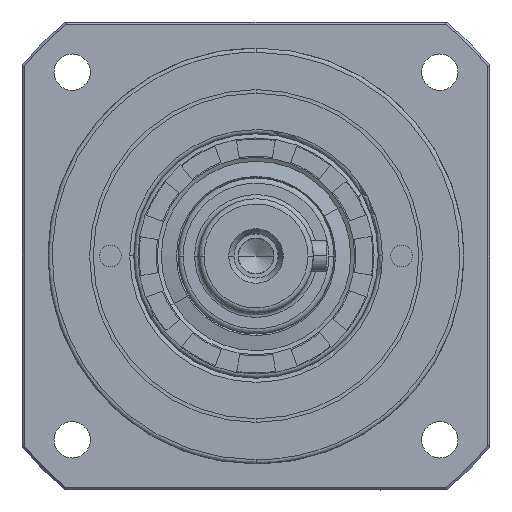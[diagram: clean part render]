
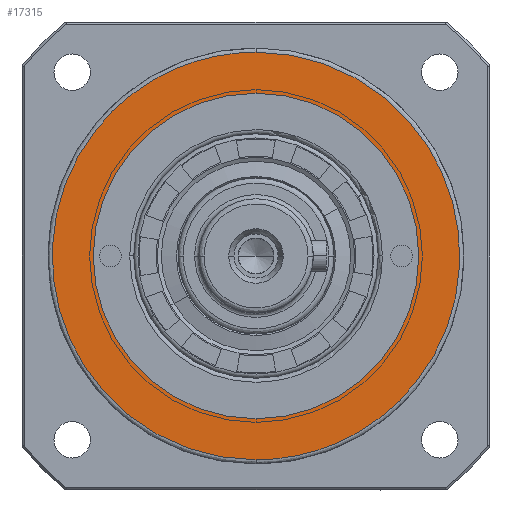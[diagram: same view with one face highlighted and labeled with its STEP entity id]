
A CAD part, left-side view. The second image highlights one B-rep face of the part: STEP entity #17315.
In plain terms, the highlighted planar face has unit normal (-1, 0, 0).
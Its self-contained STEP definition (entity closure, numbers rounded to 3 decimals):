
#1552 = AXIS2_PLACEMENT_3D ( 'NONE', #19386, #19252, #19207 ) ;
#1691 = EDGE_CURVE ( 'NONE', #23175, #30509, #29633, .T. ) ;
#2701 = CARTESIAN_POINT ( 'NONE',  ( -615.585, -5425.281, 39.2 ) ) ;
#2823 = CARTESIAN_POINT ( 'NONE',  ( -615.585, -5425.281, -39.2 ) ) ;
#3230 = CARTESIAN_POINT ( 'NONE',  ( -615.585, -5503.681, 39.2 ) ) ;
#3929 = EDGE_CURVE ( 'NONE', #30509, #23175, #32172, .T. ) ;
#4092 = EDGE_CURVE ( 'NONE', #11764, #22445, #18562, .T. ) ;
#4177 = ORIENTED_EDGE ( 'NONE', *, *, #4092, .F. ) ;
#5016 = DIRECTION ( 'NONE',  ( 0., 0., 1. ) ) ;
#5053 = DIRECTION ( 'NONE',  ( -1., 0., 0. ) ) ;
#5104 = CARTESIAN_POINT ( 'NONE',  ( -615.585, -5503.681, 0. ) ) ;
#9183 = CARTESIAN_POINT ( 'NONE',  ( -615.585, -5503.681, -39.2 ) ) ;
#9397 = CARTESIAN_POINT ( 'NONE',  ( -615.585, -5503.681, -39.2 ) ) ;
#10672 = EDGE_LOOP ( 'NONE', ( #18007, #33177 ) ) ;
#11176 = AXIS2_PLACEMENT_3D ( 'NONE', #28394, #32621, #30967 ) ;
#11463 = AXIS2_PLACEMENT_3D ( 'NONE', #5104, #5053, #5016 ) ;
#11764 = VERTEX_POINT ( 'NONE', #27094 ) ;
#16295 = CARTESIAN_POINT ( 'NONE',  ( -615.585, -5503.681, 39.2 ) ) ;
#17315 = ADVANCED_FACE ( 'NONE', ( #31288, #30504 ), #19301, .F. ) ;
#17400 = CARTESIAN_POINT ( 'NONE',  ( -615.585, -5503.681, 31.3 ) ) ;
#17940 = ORIENTED_EDGE ( 'NONE', *, *, #38133, .F. ) ;
#18007 = ORIENTED_EDGE ( 'NONE', *, *, #3929, .F. ) ;
#18562 =( BOUNDED_CURVE ( )  B_SPLINE_CURVE ( 3, ( #9183, #2823, #2701, #16295 ),
 .UNSPECIFIED., .F., .T. ) 
 B_SPLINE_CURVE_WITH_KNOTS ( ( 4, 4 ),
 ( 0., 1. ),
 .UNSPECIFIED. ) 
 CURVE ( )  GEOMETRIC_REPRESENTATION_ITEM ( )  RATIONAL_B_SPLINE_CURVE ( ( 1., 0.333, 0.333, 1. ) ) 
 REPRESENTATION_ITEM ( '' )  );
#19047 =( BOUNDED_CURVE ( )  B_SPLINE_CURVE ( 3, ( #3230, #22015, #28111, #9397 ),
 .UNSPECIFIED., .F., .T. ) 
 B_SPLINE_CURVE_WITH_KNOTS ( ( 4, 4 ),
 ( 0., 1. ),
 .UNSPECIFIED. ) 
 CURVE ( )  GEOMETRIC_REPRESENTATION_ITEM ( )  RATIONAL_B_SPLINE_CURVE ( ( 1., 0.333, 0.333, 1. ) ) 
 REPRESENTATION_ITEM ( '' )  );
#19207 = DIRECTION ( 'NONE',  ( 0., 0., -1. ) ) ;
#19252 = DIRECTION ( 'NONE',  ( 1., 0., 0. ) ) ;
#19301 = PLANE ( 'NONE',  #1552 ) ;
#19386 = CARTESIAN_POINT ( 'NONE',  ( -615.585, 0., 0. ) ) ;
#20912 = EDGE_LOOP ( 'NONE', ( #17940, #4177 ) ) ;
#22015 = CARTESIAN_POINT ( 'NONE',  ( -615.585, -5582.08, 39.2 ) ) ;
#22445 = VERTEX_POINT ( 'NONE', #26648 ) ;
#23175 = VERTEX_POINT ( 'NONE', #31164 ) ;
#26648 = CARTESIAN_POINT ( 'NONE',  ( -615.585, -5503.681, 39.2 ) ) ;
#27094 = CARTESIAN_POINT ( 'NONE',  ( -615.585, -5503.681, -39.2 ) ) ;
#28111 = CARTESIAN_POINT ( 'NONE',  ( -615.585, -5582.08, -39.2 ) ) ;
#28394 = CARTESIAN_POINT ( 'NONE',  ( -615.585, -5503.681, 0. ) ) ;
#29633 = CIRCLE ( 'NONE', #11176, 31.3 ) ;
#30504 = FACE_BOUND ( 'NONE', #10672, .T. ) ;
#30509 = VERTEX_POINT ( 'NONE', #17400 ) ;
#30967 = DIRECTION ( 'NONE',  ( 0., 0., 1. ) ) ;
#31164 = CARTESIAN_POINT ( 'NONE',  ( -615.585, -5503.681, -31.3 ) ) ;
#31288 = FACE_OUTER_BOUND ( 'NONE', #20912, .T. ) ;
#32172 = CIRCLE ( 'NONE', #11463, 31.3 ) ;
#32621 = DIRECTION ( 'NONE',  ( -1., 0., 0. ) ) ;
#33177 = ORIENTED_EDGE ( 'NONE', *, *, #1691, .F. ) ;
#38133 = EDGE_CURVE ( 'NONE', #22445, #11764, #19047, .T. ) ;
